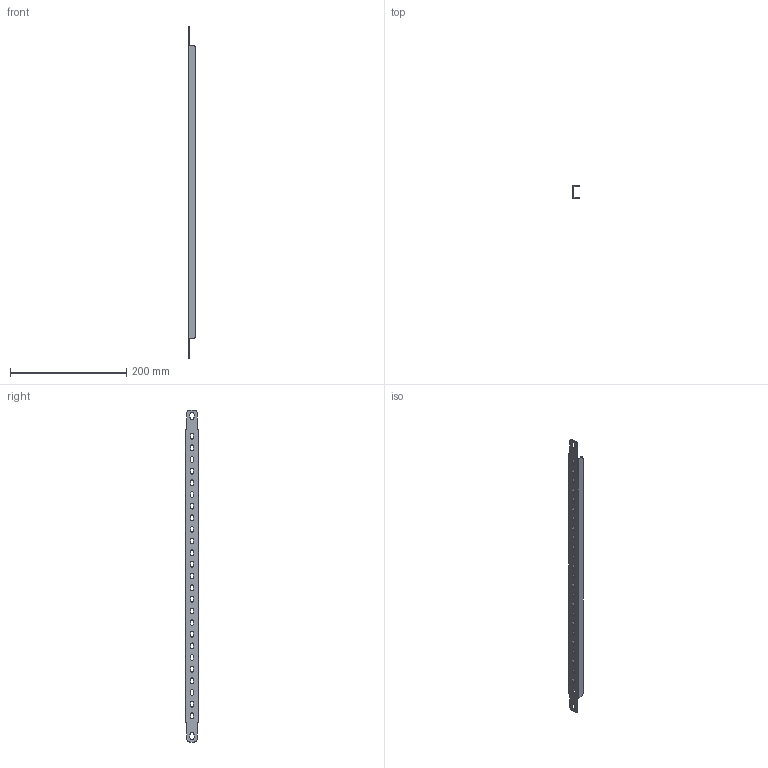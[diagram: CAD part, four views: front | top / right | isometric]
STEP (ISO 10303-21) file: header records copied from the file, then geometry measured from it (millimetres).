
FILE_DESCRIPTION (( 'STEP AP214' ), '1' );
FILE_NAME ('Ðåéêà ìîíòàæíàÿ äëÿ êàáåëÿ À 570.STEP', '2022-03-31T13:42:10', ( '' ), ( '' ), 'SwSTEP 2.0', 'SolidWorks 2017', '' );
FILE_SCHEMA (( 'AUTOMOTIVE_DESIGN' ));
Length unit declared in the file: millimetre
Products named in the file (1): Ðåéêà ìîíòàæíàÿ äëÿ êàáåëÿ À 570
Bounding box: 12 x 22 x 570 mm (x, y, z)
Volume: 26700.3 mm3; surface area: 45372.1 mm2
Topology: 1 solids, 1 shells, 163 faces, 479 edges, 318 vertices
Faces by surface type: cylinder 89, plane 74
Entity records: 5621 total; most frequent: DIRECTION 985, CARTESIAN_POINT 961, ORIENTED_EDGE 958, EDGE_CURVE 479, AXIS2_PLACEMENT_3D 342, VERTEX_POINT 318, VECTOR 301, LINE 301
